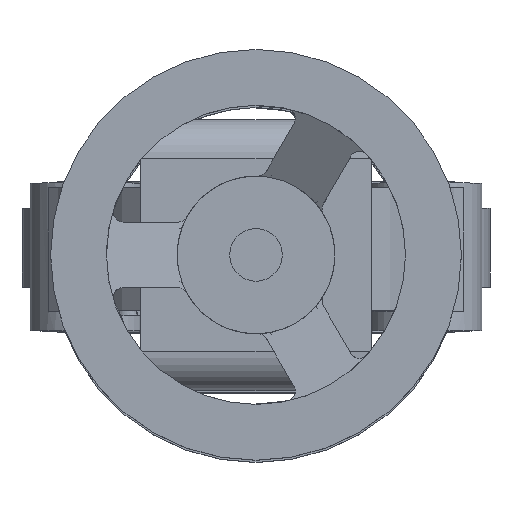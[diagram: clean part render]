
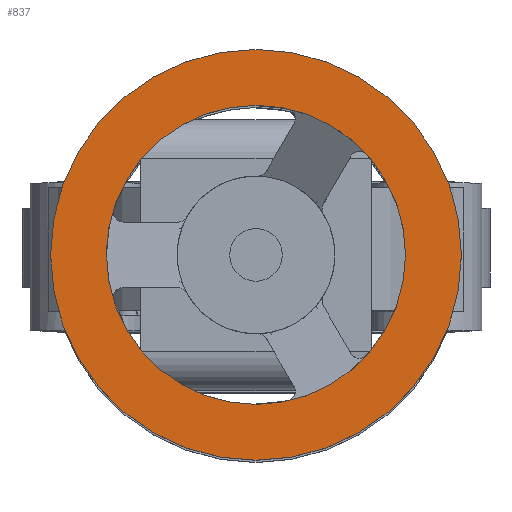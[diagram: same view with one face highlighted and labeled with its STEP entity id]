
A CAD part, top view. The second image highlights one B-rep face of the part: STEP entity #837.
In plain terms, the highlighted planar face has unit normal (0, 0, 1).
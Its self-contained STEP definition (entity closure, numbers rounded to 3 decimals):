
#837 = ADVANCED_FACE( '', ( #2287, #2288 ), #2289, .T. );
#2287 = FACE_BOUND( '', #4659, .T. );
#2288 = FACE_OUTER_BOUND( '', #4660, .T. );
#2289 = PLANE( '', #4661 );
#4659 = EDGE_LOOP( '', ( #8425 ) );
#4660 = EDGE_LOOP( '', ( #8426 ) );
#4661 = AXIS2_PLACEMENT_3D( '', #8427, #8428, #8429 );
#8425 = ORIENTED_EDGE( '', *, *, #16167, .T. );
#8426 = ORIENTED_EDGE( '', *, *, #16168, .F. );
#8427 = CARTESIAN_POINT( '', ( -62.5, 0., 40. ) );
#8428 = DIRECTION( '', ( 0., 0., 1. ) );
#8429 = DIRECTION( '', ( 1., 0., 0. ) );
#16167 = EDGE_CURVE( '', #18721, #18721, #18722, .T. );
#16168 = EDGE_CURVE( '', #18723, #18723, #18724, .T. );
#18721 = VERTEX_POINT( '', #23166 );
#18722 = CIRCLE( '', #23167, 45.5 );
#18723 = VERTEX_POINT( '', #23168 );
#18724 = CIRCLE( '', #23169, 62.5 );
#23166 = CARTESIAN_POINT( '', ( -45.5, 0., 40. ) );
#23167 = AXIS2_PLACEMENT_3D( '', #32924, #32925, #32926 );
#23168 = CARTESIAN_POINT( '', ( -62.5, 0., 40. ) );
#23169 = AXIS2_PLACEMENT_3D( '', #32927, #32928, #32929 );
#32924 = CARTESIAN_POINT( '', ( 0., 0., 40. ) );
#32925 = DIRECTION( '', ( 0., 0., -1. ) );
#32926 = DIRECTION( '', ( -1., 0., 0. ) );
#32927 = CARTESIAN_POINT( '', ( 0., 0., 40. ) );
#32928 = DIRECTION( '', ( 0., 0., -1. ) );
#32929 = DIRECTION( '', ( -1., 0., 0. ) );
